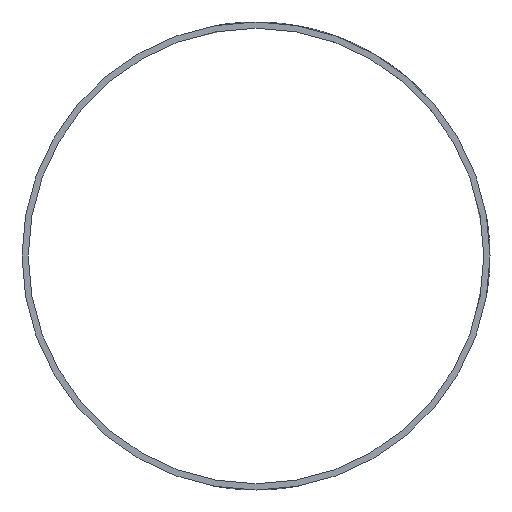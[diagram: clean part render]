
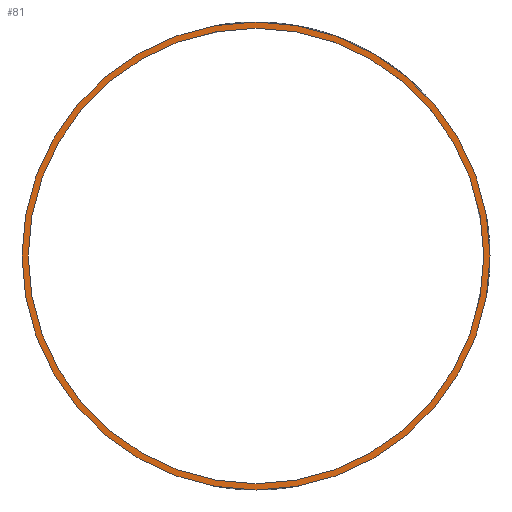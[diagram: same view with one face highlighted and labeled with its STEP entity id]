
A CAD part, front view. The second image highlights one B-rep face of the part: STEP entity #81.
In plain terms, the highlighted planar face has unit normal (0, -1, 0).
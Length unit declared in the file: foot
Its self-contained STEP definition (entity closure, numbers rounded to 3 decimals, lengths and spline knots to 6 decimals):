
#2 = DIRECTION ( 'NONE',  ( 0., 1., 0. ) ) ;
#11 = VERTEX_POINT ( 'NONE', #985 ) ;
#32 = ORIENTED_EDGE ( 'NONE', *, *, #983, .F. ) ;
#81 = ADVANCED_FACE ( 'NONE', ( #202, #727 ), #847, .F. ) ;
#120 = AXIS2_PLACEMENT_3D ( 'NONE', #998, #885, #341 ) ;
#149 = DIRECTION ( 'NONE',  ( 0., 1., 0. ) ) ;
#202 = FACE_OUTER_BOUND ( 'NONE', #1135, .T. ) ;
#262 = CIRCLE ( 'NONE', #449, 0.324417 ) ;
#315 = EDGE_CURVE ( 'NONE', #11, #323, #564, .T. ) ;
#317 = VERTEX_POINT ( 'NONE', #425 ) ;
#323 = VERTEX_POINT ( 'NONE', #797 ) ;
#341 = DIRECTION ( 'NONE',  ( 0., 0., 1. ) ) ;
#356 = AXIS2_PLACEMENT_3D ( 'NONE', #1019, #2, #361 ) ;
#361 = DIRECTION ( 'NONE',  ( 0., 0., 1. ) ) ;
#425 = CARTESIAN_POINT ( 'NONE',  ( 0., 0., 0.324417 ) ) ;
#449 = AXIS2_PLACEMENT_3D ( 'NONE', #503, #1169, #1161 ) ;
#461 = EDGE_LOOP ( 'NONE', ( #645, #512 ) ) ;
#467 = CIRCLE ( 'NONE', #120, 0.324417 ) ;
#474 = DIRECTION ( 'NONE',  ( 0., 1., 0. ) ) ;
#503 = CARTESIAN_POINT ( 'NONE',  ( 0., 0., 0. ) ) ;
#512 = ORIENTED_EDGE ( 'NONE', *, *, #824, .T. ) ;
#564 = CIRCLE ( 'NONE', #674, 0.333333 ) ;
#645 = ORIENTED_EDGE ( 'NONE', *, *, #1039, .T. ) ;
#661 = CIRCLE ( 'NONE', #740, 0.333333 ) ;
#674 = AXIS2_PLACEMENT_3D ( 'NONE', #1064, #149, #788 ) ;
#727 = FACE_BOUND ( 'NONE', #461, .T. ) ;
#740 = AXIS2_PLACEMENT_3D ( 'NONE', #970, #474, #964 ) ;
#747 = VERTEX_POINT ( 'NONE', #854 ) ;
#788 = DIRECTION ( 'NONE',  ( 0., 0., 1. ) ) ;
#797 = CARTESIAN_POINT ( 'NONE',  ( 0., 0., -0.333333 ) ) ;
#824 = EDGE_CURVE ( 'NONE', #317, #747, #467, .T. ) ;
#847 = PLANE ( 'NONE',  #356 ) ;
#854 = CARTESIAN_POINT ( 'NONE',  ( 0., 0., -0.324417 ) ) ;
#885 = DIRECTION ( 'NONE',  ( 0., 1., 0. ) ) ;
#964 = DIRECTION ( 'NONE',  ( 0., 0., 1. ) ) ;
#970 = CARTESIAN_POINT ( 'NONE',  ( 0., 0., 0. ) ) ;
#971 = ORIENTED_EDGE ( 'NONE', *, *, #315, .F. ) ;
#983 = EDGE_CURVE ( 'NONE', #323, #11, #661, .T. ) ;
#985 = CARTESIAN_POINT ( 'NONE',  ( 0., 0., 0.333333 ) ) ;
#998 = CARTESIAN_POINT ( 'NONE',  ( 0., 0., 0. ) ) ;
#1019 = CARTESIAN_POINT ( 'NONE',  ( 0., 0., 0. ) ) ;
#1039 = EDGE_CURVE ( 'NONE', #747, #317, #262, .T. ) ;
#1064 = CARTESIAN_POINT ( 'NONE',  ( 0., 0., 0. ) ) ;
#1135 = EDGE_LOOP ( 'NONE', ( #32, #971 ) ) ;
#1161 = DIRECTION ( 'NONE',  ( 0., 0., 1. ) ) ;
#1169 = DIRECTION ( 'NONE',  ( 0., 1., 0. ) ) ;
